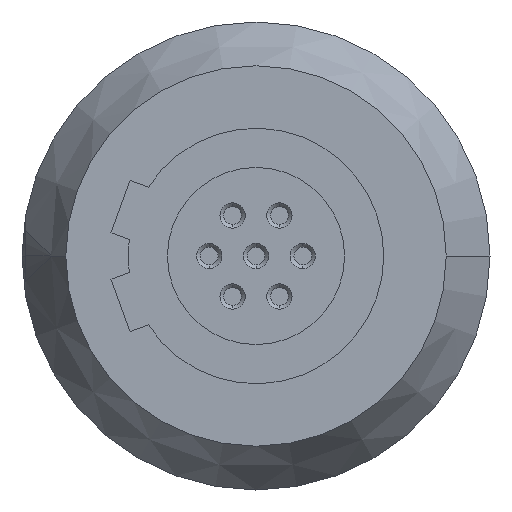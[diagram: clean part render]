
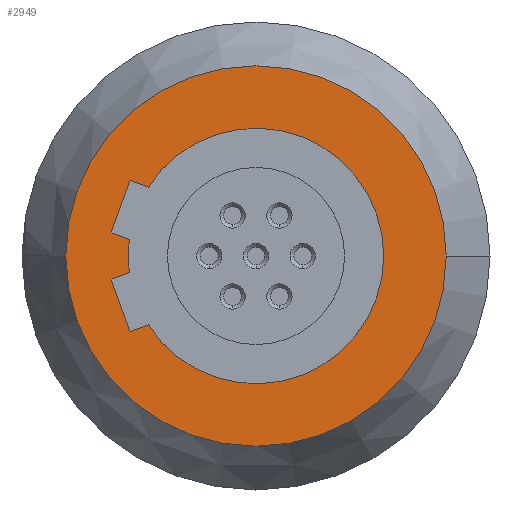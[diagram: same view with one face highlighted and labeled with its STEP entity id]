
A CAD part, left-side view. The second image highlights one B-rep face of the part: STEP entity #2949.
In plain terms, the highlighted planar face has unit normal (-1, 0, 0).
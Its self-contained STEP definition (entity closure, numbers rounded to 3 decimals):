
#477=CARTESIAN_POINT('',(-15.4,0.,0.));
#478=DIRECTION('',(-1.,0.,0.));
#479=DIRECTION('',(0.,1.,0.));
#480=AXIS2_PLACEMENT_3D('',#477,#478,#479);
#482=CARTESIAN_POINT('',(-15.4,0.,0.));
#483=DIRECTION('',(1.,0.,0.));
#484=DIRECTION('',(0.,1.,0.));
#485=AXIS2_PLACEMENT_3D('',#482,#483,#484);
#487=DIRECTION('',(0.,0.94,0.342));
#488=VECTOR('',#487,0.771);
#489=CARTESIAN_POINT('',(-15.4,5.008,0.652));
#490=LINE('',#489,#488);
#491=DIRECTION('',(0.,-0.94,0.342));
#492=VECTOR('',#491,0.771);
#493=CARTESIAN_POINT('',(-15.4,5.732,-0.916));
#494=LINE('',#493,#492);
#495=DIRECTION('',(0.,0.342,0.94));
#496=VECTOR('',#495,2.2);
#497=CARTESIAN_POINT('',(-15.4,4.98,-2.983));
#498=LINE('',#497,#496);
#499=DIRECTION('',(0.,0.94,-0.342));
#500=VECTOR('',#499,0.771);
#501=CARTESIAN_POINT('',(-15.4,4.255,-2.719));
#502=LINE('',#501,#500);
#503=DIRECTION('',(0.,-0.94,-0.342));
#504=VECTOR('',#503,0.771);
#505=CARTESIAN_POINT('',(-15.4,4.98,2.983));
#506=LINE('',#505,#504);
#507=DIRECTION('',(0.,-0.342,0.94));
#508=VECTOR('',#507,2.2);
#509=CARTESIAN_POINT('',(-15.4,5.732,0.916));
#510=LINE('',#509,#508);
#545=CARTESIAN_POINT('',(-15.4,0.,0.));
#546=DIRECTION('',(1.,0.,0.));
#547=DIRECTION('',(0.,0.843,0.538));
#548=AXIS2_PLACEMENT_3D('',#545,#546,#547);
#572=CARTESIAN_POINT('',(-15.4,0.,0.));
#573=DIRECTION('',(1.,0.,0.));
#574=DIRECTION('',(0.,0.992,-0.129));
#575=AXIS2_PLACEMENT_3D('',#572,#573,#574);
#1862=CARTESIAN_POINT('',(-15.4,-7.518,0.));
#1863=VERTEX_POINT('',#1862);
#1864=CARTESIAN_POINT('',(-15.4,7.518,0.));
#1865=VERTEX_POINT('',#1864);
#2228=CARTESIAN_POINT('',(-15.4,5.732,0.916));
#2229=VERTEX_POINT('',#2228);
#2230=CARTESIAN_POINT('',(-15.4,4.98,2.983));
#2231=VERTEX_POINT('',#2230);
#2236=CARTESIAN_POINT('',(-15.4,5.008,0.652));
#2237=VERTEX_POINT('',#2236);
#2238=CARTESIAN_POINT('',(-15.4,4.255,2.719));
#2239=VERTEX_POINT('',#2238);
#2240=CARTESIAN_POINT('',(-15.4,4.255,-2.719));
#2241=CARTESIAN_POINT('',(-15.4,4.98,-2.983));
#2242=VERTEX_POINT('',#2240);
#2243=VERTEX_POINT('',#2241);
#2244=CARTESIAN_POINT('',(-15.4,5.732,-0.916));
#2245=VERTEX_POINT('',#2244);
#2246=CARTESIAN_POINT('',(-15.4,5.008,-0.652));
#2247=VERTEX_POINT('',#2246);
#2922=CARTESIAN_POINT('',(-15.4,0.,0.));
#2923=DIRECTION('',(1.,0.,0.));
#2924=DIRECTION('',(0.,-1.,0.));
#2925=AXIS2_PLACEMENT_3D('',#2922,#2923,#2924);
#2926=PLANE('',#2925);
#2927=ORIENTED_EDGE('',*,*,#2815,.F.);
#2928=ORIENTED_EDGE('',*,*,#2908,.T.);
#2929=EDGE_LOOP('',(#2927,#2928));
#2930=FACE_OUTER_BOUND('',#2929,.F.);
#2932=ORIENTED_EDGE('',*,*,#2931,.F.);
#2934=ORIENTED_EDGE('',*,*,#2933,.F.);
#2936=ORIENTED_EDGE('',*,*,#2935,.F.);
#2938=ORIENTED_EDGE('',*,*,#2937,.F.);
#2940=ORIENTED_EDGE('',*,*,#2939,.F.);
#2942=ORIENTED_EDGE('',*,*,#2941,.F.);
#2944=ORIENTED_EDGE('',*,*,#2943,.F.);
#2946=ORIENTED_EDGE('',*,*,#2945,.F.);
#2947=EDGE_LOOP('',(#2932,#2934,#2936,#2938,#2940,#2942,#2944,#2946));
#2948=FACE_BOUND('',#2947,.F.);
#481=CIRCLE('',#480,7.518);
#486=CIRCLE('',#485,7.518);
#549=CIRCLE('',#548,5.05);
#576=CIRCLE('',#575,5.05);
#2815=EDGE_CURVE('',#1865,#1863,#481,.T.);
#2908=EDGE_CURVE('',#1865,#1863,#486,.T.);
#2931=EDGE_CURVE('',#2237,#2229,#490,.T.);
#2933=EDGE_CURVE('',#2247,#2237,#576,.T.);
#2935=EDGE_CURVE('',#2245,#2247,#494,.T.);
#2937=EDGE_CURVE('',#2243,#2245,#498,.T.);
#2939=EDGE_CURVE('',#2242,#2243,#502,.T.);
#2941=EDGE_CURVE('',#2239,#2242,#549,.T.);
#2943=EDGE_CURVE('',#2231,#2239,#506,.T.);
#2945=EDGE_CURVE('',#2229,#2231,#510,.T.);
#2949=ADVANCED_FACE('',(#2930,#2948),#2926,.F.);
